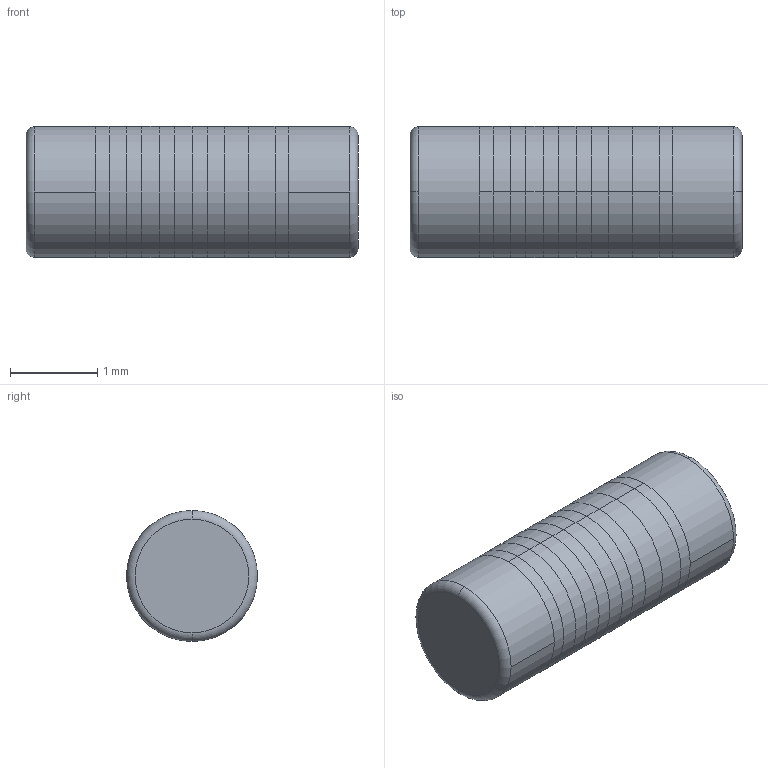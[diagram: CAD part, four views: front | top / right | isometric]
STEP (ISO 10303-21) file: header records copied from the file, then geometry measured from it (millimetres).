
FILE_DESCRIPTION((''),'2;1');
FILE_NAME('RESMELF3614N.stp','2009-04-22T12:04:01',(''),(''),'Mechanical Desktop 2009','Mechanical Desktop 2009',', , ');
FILE_SCHEMA(('AUTOMOTIVE_DESIGN { 1 2 10303 214 1 1 1 1 }'));
Length unit declared in the file: millimetre
Products named in the file (1): Product
Bounding box: 3.8 x 1.5 x 1.5 mm (x, y, z)
Volume: 6.7 mm3; surface area: 63.4 mm2
Topology: 13 solids, 13 shells, 56 faces, 92 edges, 62 vertices
Faces by surface type: cylinder 26, plane 26, torus 4
Entity records: 1406 total; most frequent: DIRECTION 272, CARTESIAN_POINT 211, ORIENTED_EDGE 184, AXIS2_PLACEMENT_3D 123, EDGE_CURVE 92, CIRCLE 66, VERTEX_POINT 62, EDGE_LOOP 56
